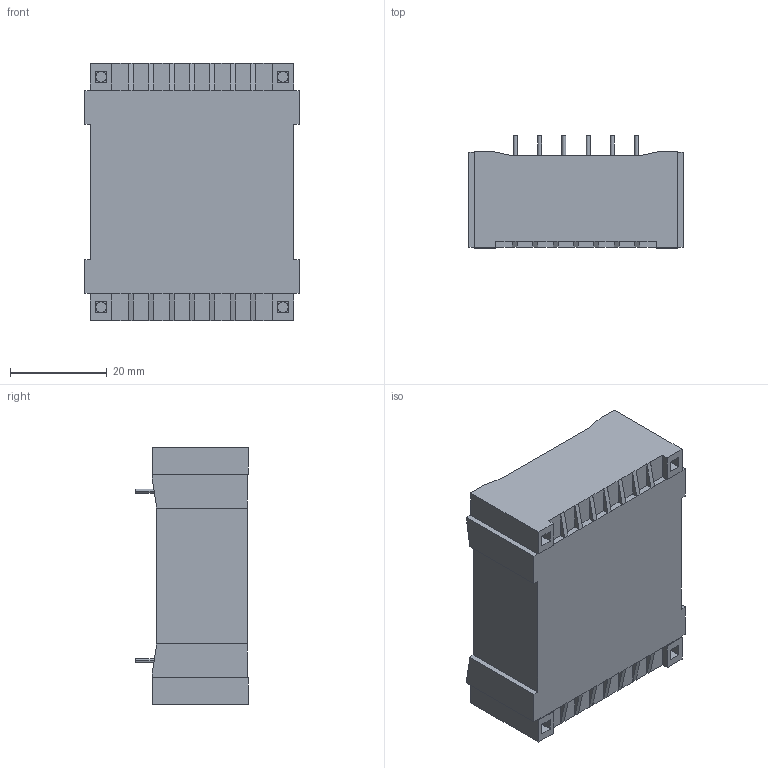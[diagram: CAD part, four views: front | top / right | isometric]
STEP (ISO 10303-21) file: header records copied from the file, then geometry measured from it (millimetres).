
FILE_DESCRIPTION (( 'STEP AP214' ), '1' );
FILE_NAME ('355864.STEP', '2021-05-28T05:24:32', ( '' ), ( '' ), 'SwSTEP 2.0', 'SolidWorks 2018', '' );
FILE_SCHEMA (( 'AUTOMOTIVE_DESIGN' ));
Length unit declared in the file: millimetre
Products named in the file (1): 355864
Bounding box: 44.2 x 23.2 x 53 mm (x, y, z)
Volume: 41688.3 mm3; surface area: 9279.9 mm2
Topology: 1 solids, 1 shells, 256 faces, 614 edges, 384 vertices
Faces by surface type: plane 220, cylinder 36
Entity records: 7276 total; most frequent: CARTESIAN_POINT 1255, ORIENTED_EDGE 1228, DIRECTION 1200, EDGE_CURVE 614, VECTOR 542, LINE 542, VERTEX_POINT 384, AXIS2_PLACEMENT_3D 329
